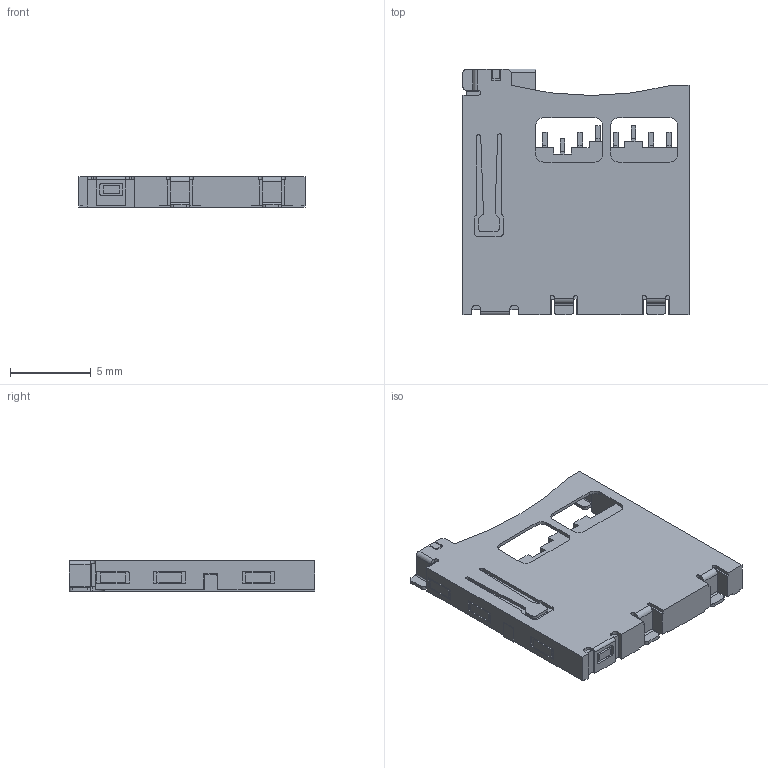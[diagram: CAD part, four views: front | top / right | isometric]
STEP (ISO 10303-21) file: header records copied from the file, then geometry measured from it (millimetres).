
FILE_DESCRIPTION(('STEP AP203'),'1');
FILE_NAME('500873-0806.stp','2019-11-15T07:25:37',('TraceParts'),('TraceParts S.A.'),'Spatial InterOp 3D',' ',' ');
FILE_SCHEMA(('CONFIG_CONTROL_DESIGN'));
Length unit declared in the file: millimetre
Products named in the file (1): 1
Bounding box: 14 x 15.2 x 1.9 mm (x, y, z)
Volume: 299.9 mm3; surface area: 586.7 mm2
Topology: 2 solids, 2 shells, 469 faces, 1361 edges, 964 vertices
Faces by surface type: plane 347, cylinder 122
Entity records: 15380 total; most frequent: CARTESIAN_POINT 2704, ORIENTED_EDGE 2626, DIRECTION 2549, EDGE_CURVE 1313, LINE 1115, VECTOR 1115, VERTEX_POINT 868, AXIS2_PLACEMENT_3D 717
